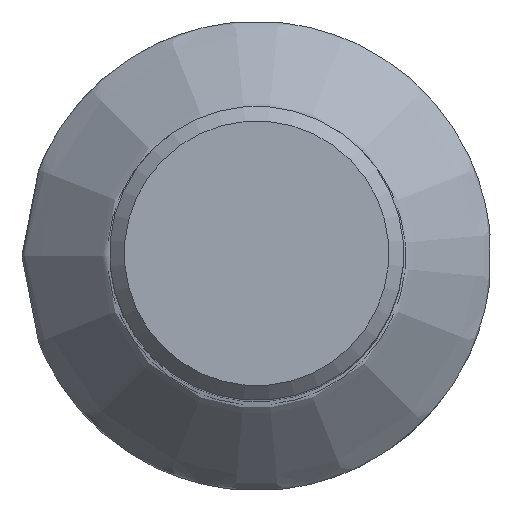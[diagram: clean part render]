
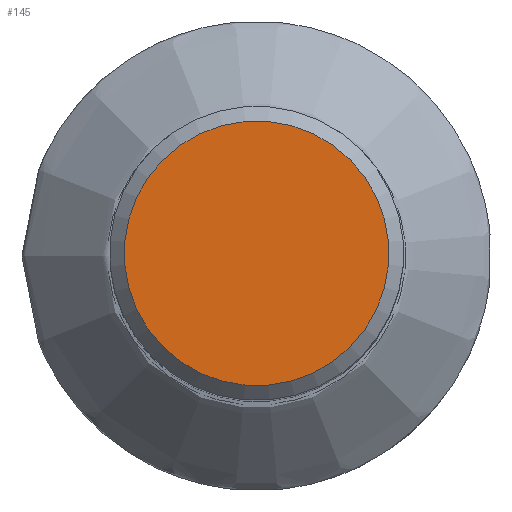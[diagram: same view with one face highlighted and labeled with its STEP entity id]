
A CAD part, top view. The second image highlights one B-rep face of the part: STEP entity #145.
In plain terms, the highlighted planar face has unit normal (0, 0, 1).
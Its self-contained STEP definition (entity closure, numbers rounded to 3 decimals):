
#145=ADVANCED_FACE('CLONE_TP_FACE',(#164),#161,.F.);
#161=PLANE('',#370);
#164=FACE_OUTER_BOUND('',#166,.T.);
#166=EDGE_LOOP('',(#194));
#194=ORIENTED_EDGE('',*,*,#237,.F.);
#222=VERTEX_POINT('',#505);
#237=EDGE_CURVE('',#222,#222,#251,.T.);
#251=CIRCLE('',#369,8.997);
#369=AXIS2_PLACEMENT_3D('',#504,#419,#420);
#370=AXIS2_PLACEMENT_3D('',#506,#421,#422);
#419=DIRECTION('',(0.,0.,-1.));
#420=DIRECTION('',(0.707,-0.707,0.));
#421=DIRECTION('',(0.,0.,-1.));
#422=DIRECTION('',(0.707,-0.707,0.));
#504=CARTESIAN_POINT('',(0.,0.,
0.));
#505=CARTESIAN_POINT('',(6.362,-6.362,0.));
#506=CARTESIAN_POINT('',(0.,0.,
0.));
